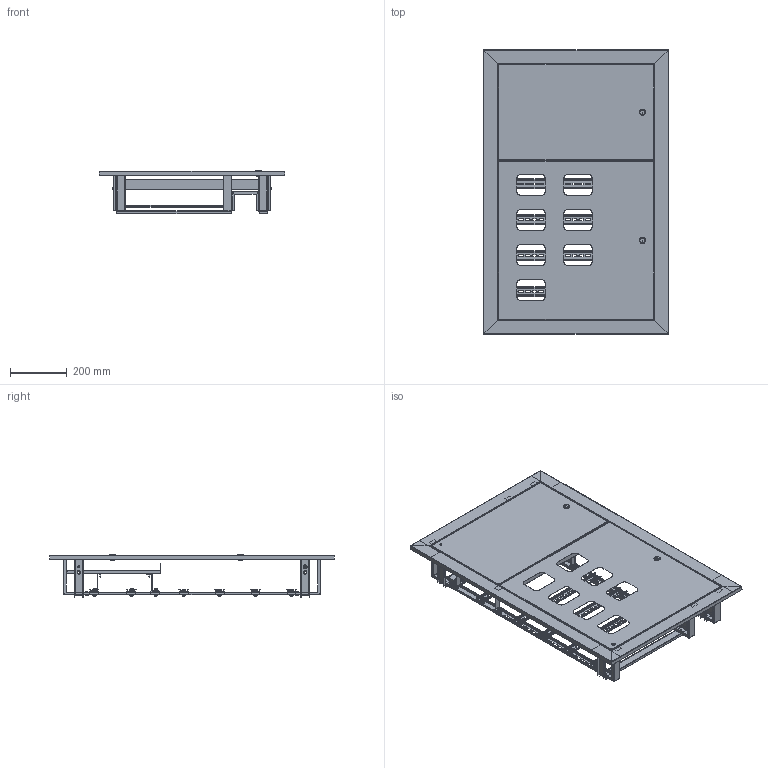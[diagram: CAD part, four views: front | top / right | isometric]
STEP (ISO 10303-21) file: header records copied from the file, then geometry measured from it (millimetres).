
FILE_DESCRIPTION (( 'STEP AP203' ), '1' );
FILE_NAME ('Ùèò ýòàæíûé 7 êâ. áåç ñëàáîò. îòñ. (1000õ650õ150) EKF Basic.STEP', '2023-11-20T11:40:48', ( '' ), ( '' ), 'SwSTEP 2.0', 'SolidWorks 2021', '' );
FILE_SCHEMA (( 'CONFIG_CONTROL_DESIGN' ));
Length unit declared in the file: millimetre
Products named in the file (27): ÌÈ-2476.02.00.000 Äâåðü ñèëîâàÿ ÑÁ; DIN-ðåéêà 402 ÙÝ; 昈-2476.01.00.001 栺樇罻; ÌÈ-2414.05.00.003 Êðîíøòåéí ïîä äèí-ðåéêó; Ùèò ýòàæíûé 7 êâ. áåç ñëàáîò. îòñ. (1000õ650õ150) EKF Basic; Çàêëåïêà ãàå÷íàÿ Ì4; ÌÈ-2414.01.00.001 Ñòåíêà áîêîâàÿ; pan head cross recess screw_din1_ISO 7045 - M4 x 16 - Z --- 16N; Øïèëüêà Ì6õ12; ÌÈ-2476.01.00.002 Óñèëèòåëü êàáåëüíûé  ; Çàìîê ïî÷òîâûé; cross ph tapping 968_din_Screw DIN 968-ST4.2x13-C-H-N; ÌÈ-2414.00.00.002 Ïðîñòàâêà; ﾌﾈ-2414.01.00.007 ﾊ煇鳫; hex flange nut_din_Hexagon Flange Nut DIN 6923 - M6 - N; Çàêëåïêà ãàå÷íàÿ Ì6; ÌÈ-2414.01.00.002 Ñòåíêà áîêîâàÿ; ÌÈ-2414.01.00.008 Äåðæàòåëü äâåðè; pan head cross recess screw_din_DIN EN ISO 7045 - M6 x 20 - Z - 20N; ﾌﾈ-2476.03.00.001 ﾄ粢 褪濱7ｪ｢. 決-2414.03.00.001-05 ┐･瑟 肅･笄; 倘-2476.07.00.001 脏朦囗咫黖7. 寛-2414.00.00.001-05; ��-2476.03.00.000 ����� ����� ��_7 ��. ��-2414.03.00.000-05 ����� ��� ��; hex flange nut_din1_Hexagon Flange Nut DIN 6923 - M6 - N; 昈-2476.01.00.000 扻豵鵨 捘; Ïëàñòèíà 100õ35; Çàêëåïêà ãàå÷íàÿ Ì8; ÌÈ-2476.02.00.001 Äâåðü ñèëîâàÿ
Assembly tree (97 placements, depth 3):
  Ùèò ýòàæíûé 7 êâ. áåç ñëàáîò. îòñ. (1000õ650õ150) EKF Basic
    昈-2476.01.00.000 扻豵鵨 捘
      ÌÈ-2414.01.00.002 Ñòåíêà áîêîâàÿ
      ÌÈ-2414.01.00.001 Ñòåíêà áîêîâàÿ
      昈-2476.01.00.001 栺樇罻  x2
      Ïëàñòèíà 100õ35  x4
      ÌÈ-2414.01.00.008 Äåðæàòåëü äâåðè
      ÌÈ-2476.01.00.002 Óñèëèòåëü êàáåëüíûé    x2
      Çàêëåïêà ãàå÷íàÿ Ì8  x4
      Øïèëüêà Ì6õ12  x3
      ﾌﾈ-2414.01.00.007 ﾊ煇鳫  x3
      Çàêëåïêà ãàå÷íàÿ Ì6  x4
    ÌÈ-2476.02.00.000 Äâåðü ñèëîâàÿ ÑÁ
      Çàêëåïêà ãàå÷íàÿ Ì4  x2
      ÌÈ-2476.02.00.001 Äâåðü ñèëîâàÿ
      Çàìîê ïî÷òîâûé
      Øïèëüêà Ì6õ12
    ��-2476.03.00.000 ����� ����� ��_7 ��. ��-2414.03.00.000-05 ����� ��� ��
      ﾌﾈ-2476.03.00.001 ﾄ粢 褪濱7ｪ｢. 決-2414.03.00.001-05 ┐･瑟 肅･笄
      Çàìîê ïî÷òîâûé
      Çàêëåïêà ãàå÷íàÿ Ì4
      Øïèëüêà Ì6õ12
    pan head cross recess screw_din1_ISO 7045 - M4 x 16 - Z --- 16N  x3
    cross ph tapping 968_din_Screw DIN 968-ST4.2x13-C-H-N  x2
    hex flange nut_din1_Hexagon Flange Nut DIN 6923 - M6 - N  x2
    倘-2476.07.00.001 脏朦囗咫黖7. 寛-2414.00.00.001-05
    ÌÈ-2414.05.00.003 Êðîíøòåéí ïîä äèí-ðåéêó  x4
    DIN-ðåéêà 402 ÙÝ  x6
    pan head cross recess screw_din_DIN EN ISO 7045 - M6 x 20 - Z - 20N  x14
    ÌÈ-2414.00.00.002 Ïðîñòàâêà  x14
    hex flange nut_din_Hexagon Flange Nut DIN 6923 - M6 - N  x14
Bounding box: 650 x 1000 x 153 mm (x, y, z)
Volume: 1150071.8 mm3; surface area: 2676917 mm2
Topology: 94 solids, 94 shells, 3992 faces, 9547 edges, 5769 vertices
Faces by surface type: plane 2096, cylinder 1132, cone 404, bspline 182, torus 140, sphere 38
Entity records: 43641 total; most frequent: CARTESIAN_POINT 9919, DIRECTION 6063, ORIENTED_EDGE 5874, EDGE_CURVE 2937, AXIS2_PLACEMENT_3D 2099, LINE 1865, VECTOR 1865, VERTEX_POINT 1767
